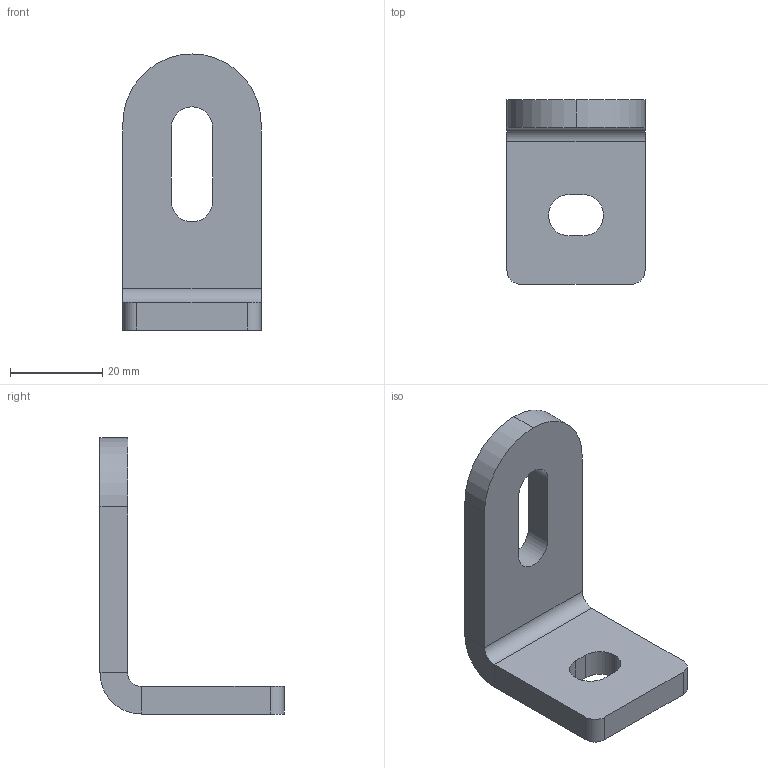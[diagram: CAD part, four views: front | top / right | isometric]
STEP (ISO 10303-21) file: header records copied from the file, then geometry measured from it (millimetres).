
FILE_DESCRIPTION (( 'STEP AP203' ), '1' );
FILE_NAME ('54111-240G-90.step', '2019-02-20T13:29:42', ( '' ), ( '' ), 'SwSTEP 2.0', 'SolidWorks 2015', '' );
FILE_SCHEMA (( 'CONFIG_CONTROL_DESIGN' ));
Length unit declared in the file: millimetre
Products named in the file (1): 54111-240G-90
Bounding box: 30 x 40 x 60 mm (x, y, z)
Volume: 14064.2 mm3; surface area: 6626.4 mm2
Topology: 1 solids, 1 shells, 279 faces, 736 edges, 488 vertices
Faces by surface type: plane 169, bspline 98, cylinder 12
Entity records: 14243 total; most frequent: CARTESIAN_POINT 7898, ORIENTED_EDGE 1472, DIRECTION 928, EDGE_CURVE 736, LINE 516, VECTOR 516, VERTEX_POINT 488, EDGE_LOOP 312
